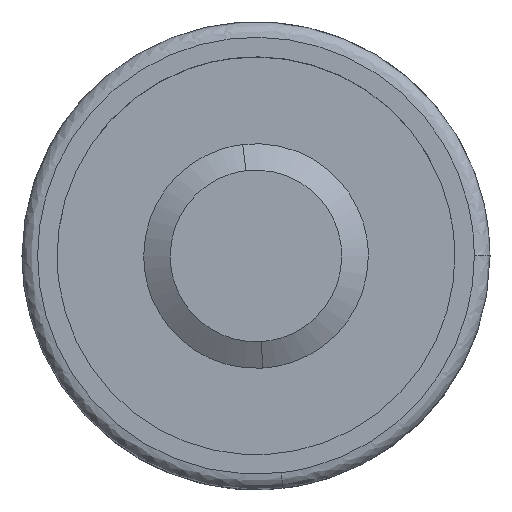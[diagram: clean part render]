
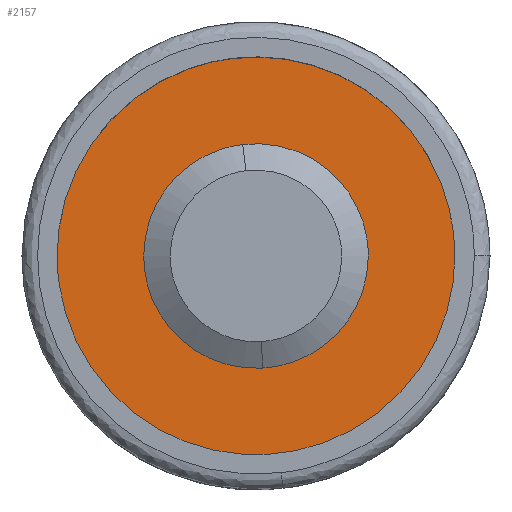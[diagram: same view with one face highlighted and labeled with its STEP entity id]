
A CAD part, top view. The second image highlights one B-rep face of the part: STEP entity #2157.
In plain terms, the highlighted free-form (B-spline) face has degree [1, 1] with [2, 2] control points.
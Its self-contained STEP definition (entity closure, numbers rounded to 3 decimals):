
#899=CARTESIAN_POINT('',(0.44,-7.187,10.5));
#900=VERTEX_POINT('',#899);
#906=CARTESIAN_POINT('',(7.2,0.0,10.5));
#907=VERTEX_POINT('',#906);
#908=CARTESIAN_POINT('',(7.2,0.0,10.5));
#909=CARTESIAN_POINT('',(7.2,-6.773,10.5));
#910=CARTESIAN_POINT('',(0.44,-7.187,10.5));
#918=(BOUNDED_CURVE()B_SPLINE_CURVE(2,(#908,#909,#910),.UNSPECIFIED.,.F.,.U.)B_SPLINE_CURVE_WITH_KNOTS((3,3),(0.5,0.739),.UNSPECIFIED.)CURVE()GEOMETRIC_REPRESENTATION_ITEM()RATIONAL_B_SPLINE_CURVE((1.0,0.72,0.976))REPRESENTATION_ITEM(''));
#919=EDGE_CURVE('',#907,#900,#918,.T.);
#921=CARTESIAN_POINT('',(-0.85,7.15,10.5));
#922=VERTEX_POINT('',#921);
#923=CARTESIAN_POINT('',(-0.85,7.15,10.5));
#924=CARTESIAN_POINT('',(-0.426,7.2,10.5));
#925=CARTESIAN_POINT('',(0.0,7.2,10.5));
#926=CARTESIAN_POINT('',(7.2,7.2,10.5));
#927=CARTESIAN_POINT('',(7.2,0.0,10.5));
#935=(BOUNDED_CURVE()B_SPLINE_CURVE(2,(#923,#924,#925,#926,#927),.UNSPECIFIED.,.F.,.U.)B_SPLINE_CURVE_WITH_KNOTS((3,2,3),(0.23,0.25,0.5),.UNSPECIFIED.)CURVE()GEOMETRIC_REPRESENTATION_ITEM()RATIONAL_B_SPLINE_CURVE((0.956,0.976,1.0,0.707,1.0))REPRESENTATION_ITEM(''));
#936=EDGE_CURVE('',#922,#907,#935,.T.);
#980=CARTESIAN_POINT('',(-7.2,0.0,10.5));
#981=VERTEX_POINT('',#980);
#982=CARTESIAN_POINT('',(-7.2,0.0,10.5));
#983=CARTESIAN_POINT('',(-7.2,6.395,10.5));
#984=CARTESIAN_POINT('',(-0.85,7.15,10.5));
#992=(BOUNDED_CURVE()B_SPLINE_CURVE(2,(#982,#983,#984),.UNSPECIFIED.,.F.,.U.)B_SPLINE_CURVE_WITH_KNOTS((3,3),(0.0,0.23),.UNSPECIFIED.)CURVE()GEOMETRIC_REPRESENTATION_ITEM()RATIONAL_B_SPLINE_CURVE((1.0,0.731,0.956))REPRESENTATION_ITEM(''));
#993=EDGE_CURVE('',#981,#922,#992,.T.);
#995=CARTESIAN_POINT('',(0.44,-7.187,10.5));
#996=CARTESIAN_POINT('',(0.22,-7.2,10.5));
#997=CARTESIAN_POINT('',(0.0,-7.2,10.5));
#998=CARTESIAN_POINT('',(-7.2,-7.2,10.5));
#999=CARTESIAN_POINT('',(-7.2,0.0,10.5));
#1007=(BOUNDED_CURVE()B_SPLINE_CURVE(2,(#995,#996,#997,#998,#999),.UNSPECIFIED.,.F.,.U.)B_SPLINE_CURVE_WITH_KNOTS((3,2,3),(0.739,0.75,1.0),.UNSPECIFIED.)CURVE()GEOMETRIC_REPRESENTATION_ITEM()RATIONAL_B_SPLINE_CURVE((0.976,0.988,1.0,0.707,1.0))REPRESENTATION_ITEM(''));
#1008=EDGE_CURVE('',#900,#981,#1007,.T.);
#1051=CARTESIAN_POINT('',(-1.505,12.661,10.5));
#1052=VERTEX_POINT('',#1051);
#1053=CARTESIAN_POINT('',(12.75,0.0,10.5));
#1054=VERTEX_POINT('',#1053);
#1055=CARTESIAN_POINT('',(-1.505,12.661,10.5));
#1056=CARTESIAN_POINT('',(-0.755,12.75,10.5));
#1057=CARTESIAN_POINT('',(0.0,12.75,10.5));
#1058=CARTESIAN_POINT('',(12.75,12.75,10.5));
#1059=CARTESIAN_POINT('',(12.75,0.0,10.5));
#1067=(BOUNDED_CURVE()B_SPLINE_CURVE(2,(#1055,#1056,#1057,#1058,#1059),.UNSPECIFIED.,.F.,.U.)B_SPLINE_CURVE_WITH_KNOTS((3,2,3),(0.23,0.25,0.5),.UNSPECIFIED.)CURVE()GEOMETRIC_REPRESENTATION_ITEM()RATIONAL_B_SPLINE_CURVE((0.956,0.976,1.0,0.707,1.0))REPRESENTATION_ITEM(''));
#1068=EDGE_CURVE('',#1052,#1054,#1067,.T.);
#1070=CARTESIAN_POINT('',(0.778,-12.726,10.5));
#1071=VERTEX_POINT('',#1070);
#1072=CARTESIAN_POINT('',(12.75,0.0,10.5));
#1073=CARTESIAN_POINT('',(12.75,-11.994,10.5));
#1074=CARTESIAN_POINT('',(0.778,-12.726,10.5));
#1082=(BOUNDED_CURVE()B_SPLINE_CURVE(2,(#1072,#1073,#1074),.UNSPECIFIED.,.F.,.U.)B_SPLINE_CURVE_WITH_KNOTS((3,3),(0.5,0.739),.UNSPECIFIED.)CURVE()GEOMETRIC_REPRESENTATION_ITEM()RATIONAL_B_SPLINE_CURVE((1.0,0.72,0.976))REPRESENTATION_ITEM(''));
#1083=EDGE_CURVE('',#1054,#1071,#1082,.T.);
#1150=CARTESIAN_POINT('',(-12.75,0.0,10.5));
#1151=VERTEX_POINT('',#1150);
#1152=CARTESIAN_POINT('',(-12.75,0.0,10.5));
#1153=CARTESIAN_POINT('',(-12.75,11.324,10.5));
#1154=CARTESIAN_POINT('',(-1.505,12.661,10.5));
#1162=(BOUNDED_CURVE()B_SPLINE_CURVE(2,(#1152,#1153,#1154),.UNSPECIFIED.,.F.,.U.)B_SPLINE_CURVE_WITH_KNOTS((3,3),(0.0,0.23),.UNSPECIFIED.)CURVE()GEOMETRIC_REPRESENTATION_ITEM()RATIONAL_B_SPLINE_CURVE((1.0,0.731,0.956))REPRESENTATION_ITEM(''));
#1163=EDGE_CURVE('',#1151,#1052,#1162,.T.);
#1197=CARTESIAN_POINT('',(0.778,-12.726,10.5));
#1198=CARTESIAN_POINT('',(0.39,-12.75,10.5));
#1199=CARTESIAN_POINT('',(0.0,-12.75,10.5));
#1200=CARTESIAN_POINT('',(-12.75,-12.75,10.5));
#1201=CARTESIAN_POINT('',(-12.75,0.0,10.5));
#1209=(BOUNDED_CURVE()B_SPLINE_CURVE(2,(#1197,#1198,#1199,#1200,#1201),.UNSPECIFIED.,.F.,.U.)B_SPLINE_CURVE_WITH_KNOTS((3,2,3),(0.739,0.75,1.0),.UNSPECIFIED.)CURVE()GEOMETRIC_REPRESENTATION_ITEM()RATIONAL_B_SPLINE_CURVE((0.976,0.988,1.0,0.707,1.0))REPRESENTATION_ITEM(''));
#1210=EDGE_CURVE('',#1071,#1151,#1209,.T.);
#2140=CARTESIAN_POINT('',(-14.024,-14.023,10.5));
#2141=CARTESIAN_POINT('',(14.024,-14.023,10.5));
#2142=CARTESIAN_POINT('',(-14.024,14.023,10.5));
#2143=CARTESIAN_POINT('',(14.024,14.023,10.5));
#2144=B_SPLINE_SURFACE_WITH_KNOTS('',1,1,((#2140,#2142),(#2141,#2143)),.UNSPECIFIED.,.F.,.F.,.U.,(2,2),(2,2),(0.0,28.047),(0.0,28.047),.UNSPECIFIED.);
#2145=ORIENTED_EDGE('',*,*,#1210,.F.);
#2146=ORIENTED_EDGE('',*,*,#1083,.F.);
#2147=ORIENTED_EDGE('',*,*,#1068,.F.);
#2148=ORIENTED_EDGE('',*,*,#1163,.F.);
#2149=EDGE_LOOP('',(#2145,#2146,#2147,#2148));
#2150=FACE_OUTER_BOUND('',#2149,.T.);
#2151=ORIENTED_EDGE('',*,*,#919,.T.);
#2152=ORIENTED_EDGE('',*,*,#1008,.T.);
#2153=ORIENTED_EDGE('',*,*,#993,.T.);
#2154=ORIENTED_EDGE('',*,*,#936,.T.);
#2155=EDGE_LOOP('',(#2151,#2152,#2153,#2154));
#2156=FACE_BOUND('',#2155,.T.);
#2157=ADVANCED_FACE('',(#2150,#2156),#2144,.T.);
